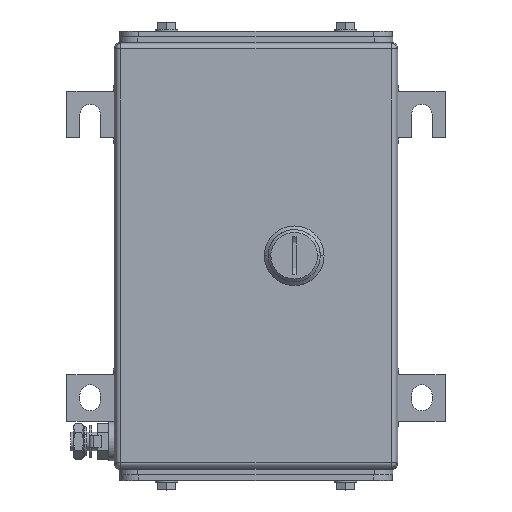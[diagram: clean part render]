
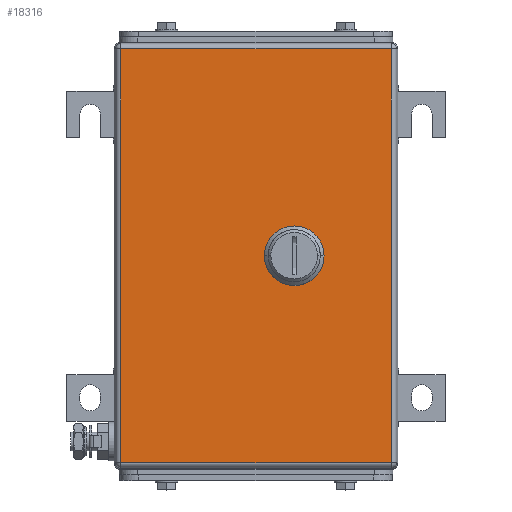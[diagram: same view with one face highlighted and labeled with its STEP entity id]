
A CAD part, top view. The second image highlights one B-rep face of the part: STEP entity #18316.
In plain terms, the highlighted planar face has unit normal (0, 0, 1).
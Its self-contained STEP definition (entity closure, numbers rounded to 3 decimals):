
#17344=AXIS2_PLACEMENT_3D('Circle Axis2P3D',#17342,#17343,$) ;
#17392=AXIS2_PLACEMENT_3D('Circle Axis2P3D',#17390,#17391,$) ;
#17411=AXIS2_PLACEMENT_3D('Circle Axis2P3D',#17409,#17410,$) ;
#18285=AXIS2_PLACEMENT_3D('Circle Axis2P3D',#18283,#18284,$) ;
#18298=AXIS2_PLACEMENT_3D('Plane Axis2P3D',#18295,#18296,#18297) ;
#17203=CARTESIAN_POINT('Vertex',(132.05,120.444,136.5)) ;
#17206=CARTESIAN_POINT('Line Origine',(132.05,125.5,136.5)) ;
#17210=CARTESIAN_POINT('Vertex',(132.05,130.556,136.5)) ;
#17339=CARTESIAN_POINT('Vertex',(127.056,115.45,136.5)) ;
#17342=CARTESIAN_POINT('Axis2P3D Location',(122.,125.5,136.5)) ;
#17363=CARTESIAN_POINT('Vertex',(116.944,115.45,136.5)) ;
#17366=CARTESIAN_POINT('Line Origine',(122.,115.45,136.5)) ;
#17387=CARTESIAN_POINT('Vertex',(111.95,120.444,136.5)) ;
#17390=CARTESIAN_POINT('Axis2P3D Location',(122.,125.5,136.5)) ;
#17406=CARTESIAN_POINT('Vertex',(116.944,135.55,136.5)) ;
#17409=CARTESIAN_POINT('Axis2P3D Location',(122.,125.5,136.5)) ;
#17413=CARTESIAN_POINT('Vertex',(111.95,130.556,136.5)) ;
#17437=CARTESIAN_POINT('Vertex',(174.,236.5,136.5)) ;
#17453=CARTESIAN_POINT('Vertex',(29.,236.5,136.5)) ;
#17456=CARTESIAN_POINT('Line Origine',(101.5,236.5,136.5)) ;
#17491=CARTESIAN_POINT('Vertex',(29.,14.5,136.5)) ;
#17494=CARTESIAN_POINT('Line Origine',(29.,127.6,136.5)) ;
#17529=CARTESIAN_POINT('Vertex',(174.,14.5,136.5)) ;
#17532=CARTESIAN_POINT('Line Origine',(101.5,14.5,136.5)) ;
#17568=CARTESIAN_POINT('Line Origine',(174.,123.4,136.5)) ;
#18203=CARTESIAN_POINT('Vertex',(127.056,135.55,136.5)) ;
#18206=CARTESIAN_POINT('Line Origine',(122.,135.55,136.5)) ;
#18223=CARTESIAN_POINT('Line Origine',(111.95,125.5,136.5)) ;
#18283=CARTESIAN_POINT('Axis2P3D Location',(122.,125.5,136.5)) ;
#18295=CARTESIAN_POINT('Axis2P3D Location',(101.5,125.5,136.5)) ;
#17207=DIRECTION('Vector Direction',(0.,-1.,0.)) ;
#17343=DIRECTION('Axis2P3D Direction',(0.,0.,1.)) ;
#17367=DIRECTION('Vector Direction',(1.,0.,0.)) ;
#17391=DIRECTION('Axis2P3D Direction',(0.,0.,1.)) ;
#17410=DIRECTION('Axis2P3D Direction',(0.,0.,1.)) ;
#17457=DIRECTION('Vector Direction',(1.,0.,0.)) ;
#17495=DIRECTION('Vector Direction',(0.,-1.,0.)) ;
#17533=DIRECTION('Vector Direction',(1.,0.,0.)) ;
#17569=DIRECTION('Vector Direction',(0.,1.,0.)) ;
#18207=DIRECTION('Vector Direction',(1.,0.,0.)) ;
#18224=DIRECTION('Vector Direction',(0.,1.,0.)) ;
#18284=DIRECTION('Axis2P3D Direction',(0.,0.,1.)) ;
#18296=DIRECTION('Axis2P3D Direction',(0.,0.,1.)) ;
#18297=DIRECTION('Axis2P3D XDirection',(1.,0.,0.)) ;
#17208=VECTOR('Line Direction',#17207,1.) ;
#17368=VECTOR('Line Direction',#17367,1.) ;
#17458=VECTOR('Line Direction',#17457,1.) ;
#17496=VECTOR('Line Direction',#17495,1.) ;
#17534=VECTOR('Line Direction',#17533,1.) ;
#17570=VECTOR('Line Direction',#17569,1.) ;
#18208=VECTOR('Line Direction',#18207,1.) ;
#18225=VECTOR('Line Direction',#18224,1.) ;
#18301=ORIENTED_EDGE('',*,*,#17460,.T.) ;
#18302=ORIENTED_EDGE('',*,*,#17498,.T.) ;
#18303=ORIENTED_EDGE('',*,*,#17536,.T.) ;
#18304=ORIENTED_EDGE('',*,*,#17572,.T.) ;
#18307=ORIENTED_EDGE('',*,*,#17346,.F.) ;
#18308=ORIENTED_EDGE('',*,*,#17370,.F.) ;
#18309=ORIENTED_EDGE('',*,*,#17394,.F.) ;
#18310=ORIENTED_EDGE('',*,*,#18227,.T.) ;
#18311=ORIENTED_EDGE('',*,*,#17415,.F.) ;
#18312=ORIENTED_EDGE('',*,*,#18210,.T.) ;
#18313=ORIENTED_EDGE('',*,*,#18287,.F.) ;
#18314=ORIENTED_EDGE('',*,*,#17212,.T.) ;
#18315=FACE_BOUND('',#18306,.T.) ;
#18316=ADVANCED_FACE('1199870000.2\\ZUB_KTB_QL_221513_2GP_AllCATPart.2\\ZUB_DE_KTB_QL231513.1\\DE_KTB_MH_PART_MASTER.1\\Koerper.2',(#18305,#18315),#18299,.T.) ;
#17345=CIRCLE('generated circle',#17344,11.25) ;
#17393=CIRCLE('generated circle',#17392,11.25) ;
#17412=CIRCLE('generated circle',#17411,11.25) ;
#18286=CIRCLE('generated circle',#18285,11.25) ;
#17212=EDGE_CURVE('',#17211,#17204,#17209,.T.) ;
#17346=EDGE_CURVE('',#17340,#17204,#17345,.T.) ;
#17370=EDGE_CURVE('',#17364,#17340,#17369,.T.) ;
#17394=EDGE_CURVE('',#17388,#17364,#17393,.T.) ;
#17415=EDGE_CURVE('',#17407,#17414,#17412,.T.) ;
#17460=EDGE_CURVE('',#17438,#17454,#17459,.F.) ;
#17498=EDGE_CURVE('',#17454,#17492,#17497,.T.) ;
#17536=EDGE_CURVE('',#17492,#17530,#17535,.T.) ;
#17572=EDGE_CURVE('',#17530,#17438,#17571,.T.) ;
#18210=EDGE_CURVE('',#17407,#18204,#18209,.T.) ;
#18227=EDGE_CURVE('',#17388,#17414,#18226,.T.) ;
#18287=EDGE_CURVE('',#17211,#18204,#18286,.T.) ;
#18300=EDGE_LOOP('',(#18301,#18302,#18303,#18304)) ;
#18306=EDGE_LOOP('',(#18307,#18308,#18309,#18310,#18311,#18312,#18313,#18314)) ;
#18305=FACE_OUTER_BOUND('',#18300,.T.) ;
#17209=LINE('Line',#17206,#17208) ;
#17369=LINE('Line',#17366,#17368) ;
#17459=LINE('Line',#17456,#17458) ;
#17497=LINE('Line',#17494,#17496) ;
#17535=LINE('Line',#17532,#17534) ;
#17571=LINE('Line',#17568,#17570) ;
#18209=LINE('Line',#18206,#18208) ;
#18226=LINE('Line',#18223,#18225) ;
#18299=PLANE('',#18298) ;
#17204=VERTEX_POINT('',#17203) ;
#17211=VERTEX_POINT('',#17210) ;
#17340=VERTEX_POINT('',#17339) ;
#17364=VERTEX_POINT('',#17363) ;
#17388=VERTEX_POINT('',#17387) ;
#17407=VERTEX_POINT('',#17406) ;
#17414=VERTEX_POINT('',#17413) ;
#17438=VERTEX_POINT('',#17437) ;
#17454=VERTEX_POINT('',#17453) ;
#17492=VERTEX_POINT('',#17491) ;
#17530=VERTEX_POINT('',#17529) ;
#18204=VERTEX_POINT('',#18203) ;
